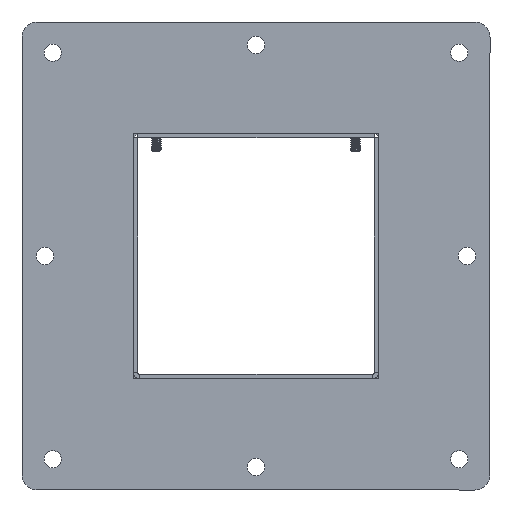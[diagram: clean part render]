
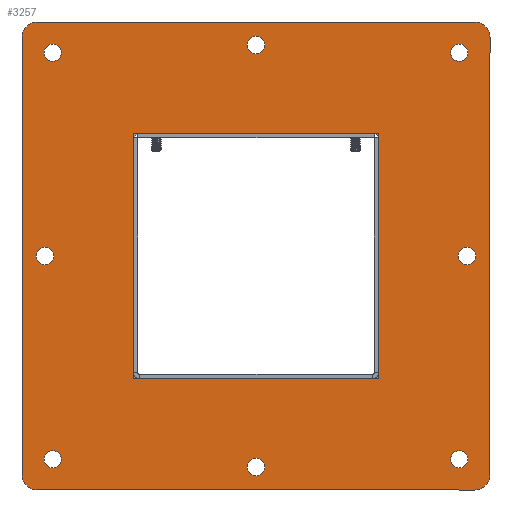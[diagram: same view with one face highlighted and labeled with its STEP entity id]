
A CAD part, front view. The second image highlights one B-rep face of the part: STEP entity #3257.
In plain terms, the highlighted face is planar.
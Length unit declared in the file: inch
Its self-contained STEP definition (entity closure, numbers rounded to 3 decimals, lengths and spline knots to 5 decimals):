
#251=FACE_BOUND('',#713,.T.);
#252=FACE_BOUND('',#714,.T.);
#253=FACE_BOUND('',#715,.T.);
#254=FACE_BOUND('',#716,.T.);
#255=FACE_BOUND('',#717,.T.);
#256=FACE_BOUND('',#718,.T.);
#257=FACE_BOUND('',#719,.T.);
#258=FACE_BOUND('',#720,.T.);
#259=FACE_BOUND('',#721,.T.);
#324=CIRCLE('',#3426,0.14063);
#326=CIRCLE('',#3429,0.14063);
#328=CIRCLE('',#3432,0.14063);
#330=CIRCLE('',#3435,0.14063);
#332=CIRCLE('',#3438,0.14063);
#334=CIRCLE('',#3441,0.14063);
#336=CIRCLE('',#3444,0.14063);
#338=CIRCLE('',#3447,0.14063);
#340=CIRCLE('',#3450,0.25);
#342=CIRCLE('',#3454,0.25);
#344=CIRCLE('',#3458,0.25);
#346=CIRCLE('',#3462,0.25);
#523=FACE_OUTER_BOUND('',#712,.T.);
#712=EDGE_LOOP('',(#2338,#2339,#2340,#2341,#2342,#2343,#2344,#2345));
#713=EDGE_LOOP('',(#2346,#2347,#2348,#2349));
#714=EDGE_LOOP('',(#2350));
#715=EDGE_LOOP('',(#2351));
#716=EDGE_LOOP('',(#2352));
#717=EDGE_LOOP('',(#2353));
#718=EDGE_LOOP('',(#2354));
#719=EDGE_LOOP('',(#2355));
#720=EDGE_LOOP('',(#2356));
#721=EDGE_LOOP('',(#2357));
#919=LINE('',#4635,#1148);
#922=LINE('',#4641,#1151);
#925=LINE('',#4647,#1154);
#928=LINE('',#4651,#1157);
#933=LINE('',#4706,#1162);
#937=LINE('',#4718,#1166);
#941=LINE('',#4730,#1170);
#944=LINE('',#4739,#1173);
#1148=VECTOR('',#3834,4.);
#1151=VECTOR('',#3839,4.);
#1154=VECTOR('',#3844,4.);
#1157=VECTOR('',#3849,4.);
#1162=VECTOR('',#3910,7.125);
#1166=VECTOR('',#3922,7.125);
#1170=VECTOR('',#3934,7.125);
#1173=VECTOR('',#3945,7.125);
#1369=VERTEX_POINT('',#4632);
#1370=VERTEX_POINT('',#4634);
#1372=VERTEX_POINT('',#4640);
#1374=VERTEX_POINT('',#4646);
#1376=VERTEX_POINT('',#4655);
#1378=VERTEX_POINT('',#4660);
#1380=VERTEX_POINT('',#4665);
#1382=VERTEX_POINT('',#4670);
#1384=VERTEX_POINT('',#4675);
#1386=VERTEX_POINT('',#4680);
#1388=VERTEX_POINT('',#4685);
#1390=VERTEX_POINT('',#4690);
#1393=VERTEX_POINT('',#4696);
#1394=VERTEX_POINT('',#4698);
#1396=VERTEX_POINT('',#4704);
#1398=VERTEX_POINT('',#4710);
#1400=VERTEX_POINT('',#4716);
#1402=VERTEX_POINT('',#4722);
#1404=VERTEX_POINT('',#4728);
#1406=VERTEX_POINT('',#4734);
#1735=EDGE_CURVE('',#1370,#1369,#919,.T.);
#1738=EDGE_CURVE('',#1372,#1370,#922,.T.);
#1741=EDGE_CURVE('',#1374,#1372,#925,.T.);
#1744=EDGE_CURVE('',#1369,#1374,#928,.T.);
#1746=EDGE_CURVE('',#1376,#1376,#324,.T.);
#1748=EDGE_CURVE('',#1378,#1378,#326,.T.);
#1750=EDGE_CURVE('',#1380,#1380,#328,.T.);
#1752=EDGE_CURVE('',#1382,#1382,#330,.T.);
#1754=EDGE_CURVE('',#1384,#1384,#332,.T.);
#1756=EDGE_CURVE('',#1386,#1386,#334,.T.);
#1758=EDGE_CURVE('',#1388,#1388,#336,.T.);
#1760=EDGE_CURVE('',#1390,#1390,#338,.T.);
#1763=EDGE_CURVE('',#1394,#1393,#340,.T.);
#1767=EDGE_CURVE('',#1393,#1396,#933,.T.);
#1770=EDGE_CURVE('',#1396,#1398,#342,.T.);
#1773=EDGE_CURVE('',#1398,#1400,#937,.T.);
#1776=EDGE_CURVE('',#1400,#1402,#344,.T.);
#1779=EDGE_CURVE('',#1402,#1404,#941,.T.);
#1782=EDGE_CURVE('',#1404,#1406,#346,.T.);
#1784=EDGE_CURVE('',#1406,#1394,#944,.T.);
#2338=ORIENTED_EDGE('',*,*,#1784,.T.);
#2339=ORIENTED_EDGE('',*,*,#1763,.T.);
#2340=ORIENTED_EDGE('',*,*,#1767,.T.);
#2341=ORIENTED_EDGE('',*,*,#1770,.T.);
#2342=ORIENTED_EDGE('',*,*,#1773,.T.);
#2343=ORIENTED_EDGE('',*,*,#1776,.T.);
#2344=ORIENTED_EDGE('',*,*,#1779,.T.);
#2345=ORIENTED_EDGE('',*,*,#1782,.T.);
#2346=ORIENTED_EDGE('',*,*,#1735,.T.);
#2347=ORIENTED_EDGE('',*,*,#1744,.T.);
#2348=ORIENTED_EDGE('',*,*,#1741,.T.);
#2349=ORIENTED_EDGE('',*,*,#1738,.T.);
#2350=ORIENTED_EDGE('',*,*,#1746,.T.);
#2351=ORIENTED_EDGE('',*,*,#1748,.T.);
#2352=ORIENTED_EDGE('',*,*,#1750,.T.);
#2353=ORIENTED_EDGE('',*,*,#1752,.T.);
#2354=ORIENTED_EDGE('',*,*,#1754,.T.);
#2355=ORIENTED_EDGE('',*,*,#1756,.T.);
#2356=ORIENTED_EDGE('',*,*,#1758,.T.);
#2357=ORIENTED_EDGE('',*,*,#1760,.T.);
#3013=PLANE('',#3465);
#3257=ADVANCED_FACE('',(#523,#251,#252,#253,#254,#255,#256,#257,#258,#259),
#3013,.F.);
#3426=AXIS2_PLACEMENT_3D('',#4656,#3854,#3855);
#3429=AXIS2_PLACEMENT_3D('',#4661,#3860,#3861);
#3432=AXIS2_PLACEMENT_3D('',#4666,#3866,#3867);
#3435=AXIS2_PLACEMENT_3D('',#4671,#3872,#3873);
#3438=AXIS2_PLACEMENT_3D('',#4676,#3878,#3879);
#3441=AXIS2_PLACEMENT_3D('',#4681,#3884,#3885);
#3444=AXIS2_PLACEMENT_3D('',#4686,#3890,#3891);
#3447=AXIS2_PLACEMENT_3D('',#4691,#3896,#3897);
#3450=AXIS2_PLACEMENT_3D('',#4699,#3903,#3904);
#3454=AXIS2_PLACEMENT_3D('',#4712,#3916,#3917);
#3458=AXIS2_PLACEMENT_3D('',#4724,#3928,#3929);
#3462=AXIS2_PLACEMENT_3D('',#4736,#3940,#3941);
#3465=AXIS2_PLACEMENT_3D('',#4741,#3948,#3949);
#3834=DIRECTION('',(0.,1.,0.));
#3839=DIRECTION('',(1.,0.,0.));
#3844=DIRECTION('',(0.,-1.,0.));
#3849=DIRECTION('',(-1.,0.,0.));
#3854=DIRECTION('center_axis',(0.,0.,1.));
#3855=DIRECTION('ref_axis',(-1.,0.,0.));
#3860=DIRECTION('center_axis',(0.,0.,1.));
#3861=DIRECTION('ref_axis',(-1.,0.,0.));
#3866=DIRECTION('center_axis',(0.,0.,1.));
#3867=DIRECTION('ref_axis',(-1.,0.,0.));
#3872=DIRECTION('center_axis',(0.,0.,1.));
#3873=DIRECTION('ref_axis',(-1.,0.,0.));
#3878=DIRECTION('center_axis',(0.,0.,1.));
#3879=DIRECTION('ref_axis',(-1.,0.,0.));
#3884=DIRECTION('center_axis',(0.,0.,1.));
#3885=DIRECTION('ref_axis',(-1.,0.,0.));
#3890=DIRECTION('center_axis',(0.,0.,1.));
#3891=DIRECTION('ref_axis',(-1.,0.,0.));
#3896=DIRECTION('center_axis',(0.,0.,1.));
#3897=DIRECTION('ref_axis',(-1.,0.,0.));
#3903=DIRECTION('center_axis',(0.,0.,-1.));
#3904=DIRECTION('ref_axis',(-1.,0.,0.));
#3910=DIRECTION('',(0.,-1.,0.));
#3916=DIRECTION('center_axis',(0.,0.,-1.));
#3917=DIRECTION('ref_axis',(0.,1.,0.));
#3922=DIRECTION('',(-1.,0.,0.));
#3928=DIRECTION('center_axis',(0.,0.,-1.));
#3929=DIRECTION('ref_axis',(1.,0.,0.));
#3934=DIRECTION('',(0.,1.,0.));
#3940=DIRECTION('center_axis',(0.,0.,-1.));
#3941=DIRECTION('ref_axis',(0.,-1.,0.));
#3945=DIRECTION('',(1.,0.,0.));
#3948=DIRECTION('center_axis',(0.,0.,1.));
#3949=DIRECTION('ref_axis',(1.,0.,0.));
#4632=CARTESIAN_POINT('',(2.,2.,0.));
#4634=CARTESIAN_POINT('',(2.,-2.,0.));
#4635=CARTESIAN_POINT('',(2.,1.,0.));
#4640=CARTESIAN_POINT('',(-2.,-2.,0.));
#4641=CARTESIAN_POINT('',(1.,-2.,0.));
#4646=CARTESIAN_POINT('',(-2.,2.,0.));
#4647=CARTESIAN_POINT('',(-2.,-1.,0.));
#4651=CARTESIAN_POINT('',(-1.,2.,0.));
#4655=CARTESIAN_POINT('',(-3.29688,0.,0.));
#4656=CARTESIAN_POINT('Origin',(-3.4375,0.,0.));
#4660=CARTESIAN_POINT('',(0.14063,-3.4375,0.));
#4661=CARTESIAN_POINT('Origin',(0.,-3.4375,0.));
#4665=CARTESIAN_POINT('',(0.14063,3.4375,0.));
#4666=CARTESIAN_POINT('Origin',(0.,3.4375,0.));
#4670=CARTESIAN_POINT('',(3.57813,0.,0.));
#4671=CARTESIAN_POINT('Origin',(3.4375,0.,0.));
#4675=CARTESIAN_POINT('',(3.45313,3.3125,0.));
#4676=CARTESIAN_POINT('Origin',(3.3125,3.3125,0.));
#4680=CARTESIAN_POINT('',(-3.17188,3.3125,0.));
#4681=CARTESIAN_POINT('Origin',(-3.3125,3.3125,0.));
#4685=CARTESIAN_POINT('',(3.45313,-3.3125,0.));
#4686=CARTESIAN_POINT('Origin',(3.3125,-3.3125,0.));
#4690=CARTESIAN_POINT('',(-3.17188,-3.3125,0.));
#4691=CARTESIAN_POINT('Origin',(-3.3125,-3.3125,0.));
#4696=CARTESIAN_POINT('',(3.8125,3.5625,0.));
#4698=CARTESIAN_POINT('',(3.5625,3.8125,0.));
#4699=CARTESIAN_POINT('Origin',(3.5625,3.5625,0.));
#4704=CARTESIAN_POINT('',(3.8125,-3.5625,0.));
#4706=CARTESIAN_POINT('',(3.8125,3.5625,0.));
#4710=CARTESIAN_POINT('',(3.5625,-3.8125,0.));
#4712=CARTESIAN_POINT('Origin',(3.5625,-3.5625,0.));
#4716=CARTESIAN_POINT('',(-3.5625,-3.8125,0.));
#4718=CARTESIAN_POINT('',(3.5625,-3.8125,0.));
#4722=CARTESIAN_POINT('',(-3.8125,-3.5625,0.));
#4724=CARTESIAN_POINT('Origin',(-3.5625,-3.5625,0.));
#4728=CARTESIAN_POINT('',(-3.8125,3.5625,0.));
#4730=CARTESIAN_POINT('',(-3.8125,-3.5625,0.));
#4734=CARTESIAN_POINT('',(-3.5625,3.8125,0.));
#4736=CARTESIAN_POINT('Origin',(-3.5625,3.5625,0.));
#4739=CARTESIAN_POINT('',(-3.5625,3.8125,0.));
#4741=CARTESIAN_POINT('Origin',(0.,0.,
0.));
